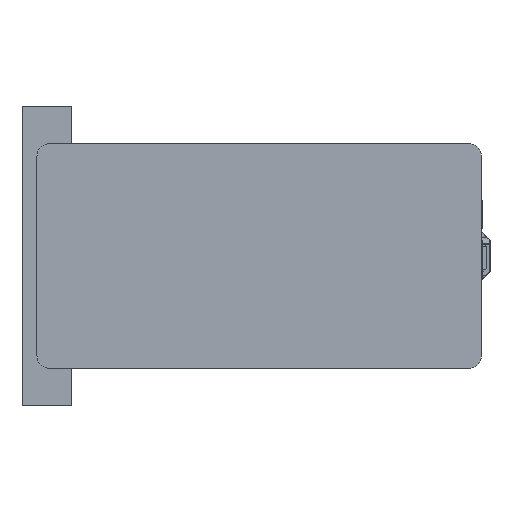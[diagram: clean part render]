
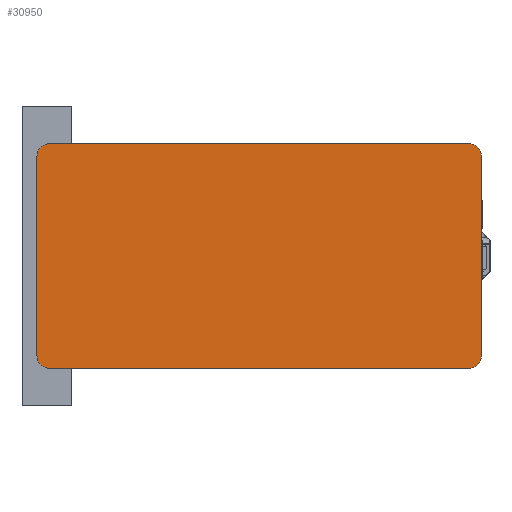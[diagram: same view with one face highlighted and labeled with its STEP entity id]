
A CAD part, front view. The second image highlights one B-rep face of the part: STEP entity #30950.
In plain terms, the highlighted face is planar.
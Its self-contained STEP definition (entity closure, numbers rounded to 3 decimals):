
#4140 = VERTEX_POINT ( 'NONE', #10904 ) ;
#4898 = ORIENTED_EDGE ( 'NONE', *, *, #112082, .T. ) ;
#5152 = VERTEX_POINT ( 'NONE', #182959 ) ;
#7869 = CARTESIAN_POINT ( 'NONE',  ( 138.005, -45.005, -100. ) ) ;
#10904 = CARTESIAN_POINT ( 'NONE',  ( 138.005, -40.005, -100. ) ) ;
#13217 = EDGE_CURVE ( 'NONE', #65506, #71301, #139652, .T. ) ;
#19762 = DIRECTION ( 'NONE',  ( 0., 0., -1. ) ) ;
#28179 = CARTESIAN_POINT ( 'NONE',  ( 138.005, 45.005, -100. ) ) ;
#30950 = ADVANCED_FACE ( 'NONE', ( #42467 ), #189585, .T. ) ;
#33420 = CARTESIAN_POINT ( 'NONE',  ( 133.005, -45.005, -100. ) ) ;
#40817 = AXIS2_PLACEMENT_3D ( 'NONE', #139136, #123728, #107423 ) ;
#40846 = VECTOR ( 'NONE', #101296, 1000. ) ;
#41930 = EDGE_CURVE ( 'NONE', #90458, #4140, #43542, .T. ) ;
#42467 = FACE_OUTER_BOUND ( 'NONE', #114663, .T. ) ;
#43208 = ORIENTED_EDGE ( 'NONE', *, *, #144651, .T. ) ;
#43491 = VERTEX_POINT ( 'NONE', #50349 ) ;
#43542 = LINE ( 'NONE', #28179, #57595 ) ;
#48263 = EDGE_CURVE ( 'NONE', #176220, #43491, #182107, .T. ) ;
#48518 = VECTOR ( 'NONE', #124255, 1000. ) ;
#50349 = CARTESIAN_POINT ( 'NONE',  ( -35.005, 45.005, -100. ) ) ;
#55078 = DIRECTION ( 'NONE',  ( -1., 0., 0. ) ) ;
#55916 = ORIENTED_EDGE ( 'NONE', *, *, #142103, .T. ) ;
#57595 = VECTOR ( 'NONE', #87822, 1000. ) ;
#59902 = CARTESIAN_POINT ( 'NONE',  ( 138.005, 45.005, -100. ) ) ;
#63235 = ORIENTED_EDGE ( 'NONE', *, *, #149078, .T. ) ;
#64616 = CARTESIAN_POINT ( 'NONE',  ( -40.005, 40.005, -100. ) ) ;
#65506 = VERTEX_POINT ( 'NONE', #33420 ) ;
#68986 = CARTESIAN_POINT ( 'NONE',  ( -40.005, -40.005, -100. ) ) ;
#69405 = CARTESIAN_POINT ( 'NONE',  ( 138.005, 40.005, -100. ) ) ;
#71301 = VERTEX_POINT ( 'NONE', #170810 ) ;
#73249 = DIRECTION ( 'NONE',  ( 0., 0., -1. ) ) ;
#75445 = ORIENTED_EDGE ( 'NONE', *, *, #13217, .T. ) ;
#77595 = CIRCLE ( 'NONE', #102140, 5. ) ;
#78301 = LINE ( 'NONE', #95577, #114427 ) ;
#79249 = DIRECTION ( 'NONE',  ( 0., 1., 0. ) ) ;
#87539 = DIRECTION ( 'NONE',  ( -1., 0., 0. ) ) ;
#87822 = DIRECTION ( 'NONE',  ( 0., -1., 0. ) ) ;
#89618 = DIRECTION ( 'NONE',  ( -1., 0., 0. ) ) ;
#90458 = VERTEX_POINT ( 'NONE', #69405 ) ;
#95577 = CARTESIAN_POINT ( 'NONE',  ( -40.005, 45.005, -100. ) ) ;
#97282 = AXIS2_PLACEMENT_3D ( 'NONE', #101725, #160389, #175760 ) ;
#101296 = DIRECTION ( 'NONE',  ( 1., 0., 0. ) ) ;
#101725 = CARTESIAN_POINT ( 'NONE',  ( 133.005, -40.005, -100. ) ) ;
#102140 = AXIS2_PLACEMENT_3D ( 'NONE', #118285, #19762, #87539 ) ;
#107423 = DIRECTION ( 'NONE',  ( -1., 0., 0. ) ) ;
#112082 = EDGE_CURVE ( 'NONE', #161438, #176220, #78301, .T. ) ;
#114427 = VECTOR ( 'NONE', #79249, 1000. ) ;
#114663 = EDGE_LOOP ( 'NONE', ( #146706, #63235, #75445, #55916, #4898, #177124, #43208, #166994 ) ) ;
#114710 = CARTESIAN_POINT ( 'NONE',  ( 133.005, 40.005, -100. ) ) ;
#118285 = CARTESIAN_POINT ( 'NONE',  ( -35.005, -40.005, -100. ) ) ;
#123728 = DIRECTION ( 'NONE',  ( 0., 0., -1. ) ) ;
#124255 = DIRECTION ( 'NONE',  ( -1., 0., 0. ) ) ;
#130018 = CARTESIAN_POINT ( 'NONE',  ( 0., 0., -100. ) ) ;
#139136 = CARTESIAN_POINT ( 'NONE',  ( -35.005, 40.005, -100. ) ) ;
#139652 = LINE ( 'NONE', #7869, #48518 ) ;
#141483 = AXIS2_PLACEMENT_3D ( 'NONE', #114710, #186809, #55078 ) ;
#142103 = EDGE_CURVE ( 'NONE', #71301, #161438, #77595, .T. ) ;
#144651 = EDGE_CURVE ( 'NONE', #43491, #5152, #162829, .T. ) ;
#146706 = ORIENTED_EDGE ( 'NONE', *, *, #41930, .T. ) ;
#149078 = EDGE_CURVE ( 'NONE', #4140, #65506, #161675, .T. ) ;
#151488 = AXIS2_PLACEMENT_3D ( 'NONE', #130018, #73249, #89618 ) ;
#160389 = DIRECTION ( 'NONE',  ( 0., 0., -1. ) ) ;
#161438 = VERTEX_POINT ( 'NONE', #68986 ) ;
#161675 = CIRCLE ( 'NONE', #97282, 5. ) ;
#162829 = LINE ( 'NONE', #59902, #40846 ) ;
#166994 = ORIENTED_EDGE ( 'NONE', *, *, #176006, .T. ) ;
#170810 = CARTESIAN_POINT ( 'NONE',  ( -35.005, -45.005, -100. ) ) ;
#175284 = CIRCLE ( 'NONE', #141483, 5. ) ;
#175760 = DIRECTION ( 'NONE',  ( -1., 0., 0. ) ) ;
#176006 = EDGE_CURVE ( 'NONE', #5152, #90458, #175284, .T. ) ;
#176220 = VERTEX_POINT ( 'NONE', #64616 ) ;
#177124 = ORIENTED_EDGE ( 'NONE', *, *, #48263, .T. ) ;
#182107 = CIRCLE ( 'NONE', #40817, 5. ) ;
#182959 = CARTESIAN_POINT ( 'NONE',  ( 133.005, 45.005, -100. ) ) ;
#186809 = DIRECTION ( 'NONE',  ( 0., 0., -1. ) ) ;
#189585 = PLANE ( 'NONE',  #151488 ) ;
